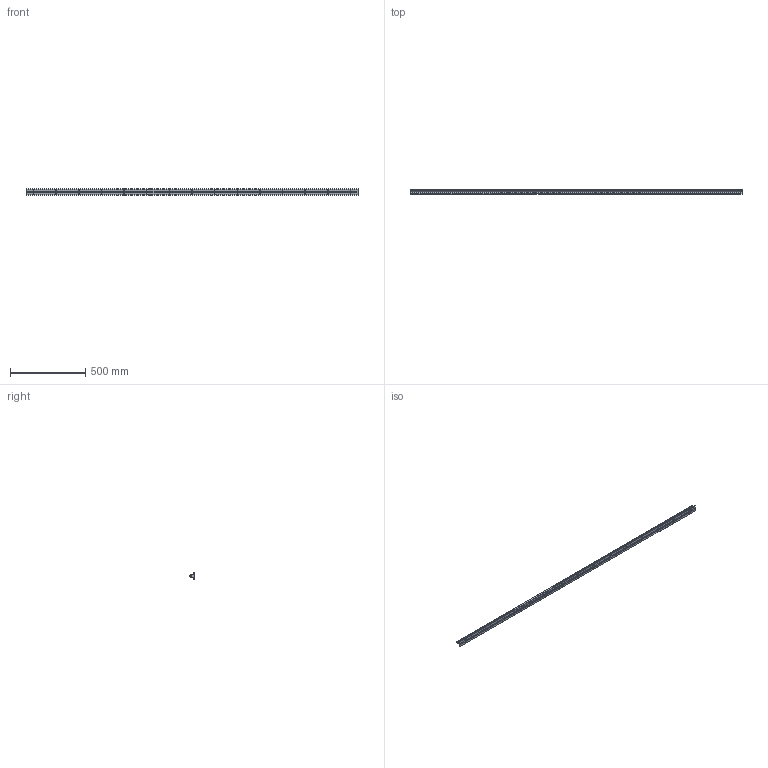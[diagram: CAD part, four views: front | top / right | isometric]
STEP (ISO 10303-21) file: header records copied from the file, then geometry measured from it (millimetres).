
FILE_DESCRIPTION (( 'STEP AP214' ), '1' );
FILE_NAME ('SBR16 2200L N=50.STEP', '2018-01-02T14:46:58', ( '砐錪賧瘔蠈錪 Windows' ), ( '' ), 'SwSTEP 2.0', 'SolidWorks 2016', '' );
FILE_SCHEMA (( 'AUTOMOTIVE_DESIGN' ));
Length unit declared in the file: millimetre
Products named in the file (1): SBR16 2200L N=50
Bounding box: 2200 x 33 x 40 mm (x, y, z)
Volume: 1301449.9 mm3; surface area: 367897.8 mm2
Topology: 17 solids, 17 shells, 819 faces, 2126 edges, 1311 vertices
Faces by surface type: cylinder 400, plane 295, cone 64, torus 60
Entity records: 30780 total; most frequent: CARTESIAN_POINT 6597, ORIENTED_EDGE 4192, DIRECTION 3970, EDGE_CURVE 2096, AXIS2_PLACEMENT_3D 1504, VERTEX_POINT 1311, VECTOR 962, LINE 962
